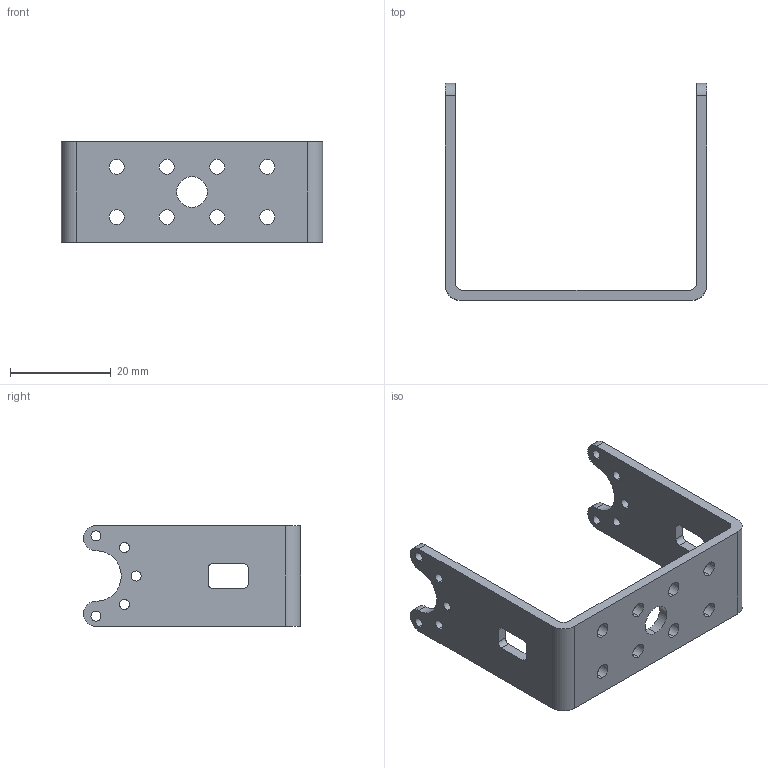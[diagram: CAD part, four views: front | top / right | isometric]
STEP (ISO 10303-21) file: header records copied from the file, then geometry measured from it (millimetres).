
FILE_DESCRIPTION (( 'STEP AP203' ), '1' );
FILE_NAME ('华馨京 U型半圆舵盘支架-3D.STEP', '2026-03-27T07:54:37', ( 'Windows 用户' ), ( '' ), 'SwSTEP 2.0', 'SolidWorks 2021', '' );
FILE_SCHEMA (( 'CONFIG_CONTROL_DESIGN' ));
Length unit declared in the file: millimetre
Products named in the file (1): 华馨京 U型半圆舵盘支架-3D
Bounding box: 52 x 43.19 x 20 mm (x, y, z)
Volume: 4647.1 mm3; surface area: 5677.2 mm2
Topology: 1 solids, 1 shells, 72 faces, 210 edges, 140 vertices
Faces by surface type: cylinder 56, plane 16
Entity records: 2607 total; most frequent: DIRECTION 468, CARTESIAN_POINT 423, ORIENTED_EDGE 420, EDGE_CURVE 210, AXIS2_PLACEMENT_3D 185, VERTEX_POINT 140, EDGE_LOOP 114, CIRCLE 112
